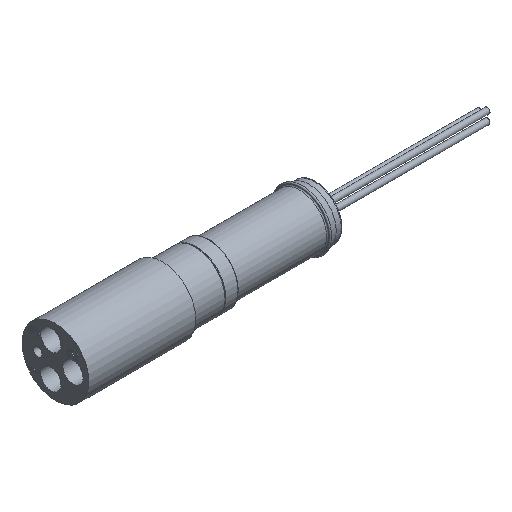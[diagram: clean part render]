
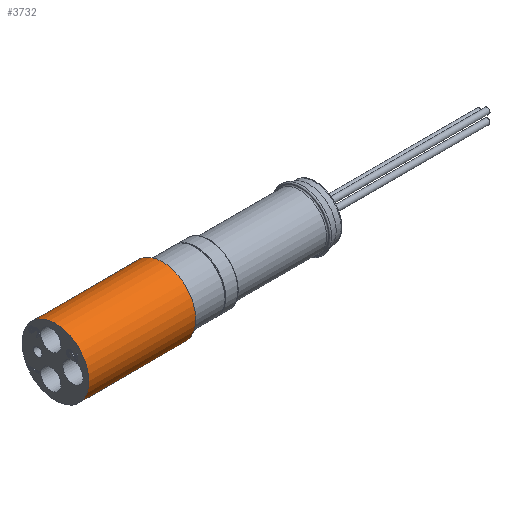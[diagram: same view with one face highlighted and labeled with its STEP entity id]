
A CAD part, isometric view. The second image highlights one B-rep face of the part: STEP entity #3732.
In plain terms, the highlighted cylindrical face has radius 7.938 mm (diameter 15.875 mm), a full revolution.
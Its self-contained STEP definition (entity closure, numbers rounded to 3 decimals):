
#319=LINE('',#7122,#523);
#523=VECTOR('',#4907,7.938);
#627=CYLINDRICAL_SURFACE('',#4091,7.938);
#755=FACE_OUTER_BOUND('',#975,.T.);
#975=EDGE_LOOP('',(#2843,#2844,#2845,#2846,#2847,#2848));
#1205=CIRCLE('',#4073,7.938);
#1206=CIRCLE('',#4074,7.938);
#1215=CIRCLE('',#4084,7.938);
#1216=CIRCLE('',#4085,7.938);
#1537=VERTEX_POINT('',#7086);
#1538=VERTEX_POINT('',#7087);
#1547=VERTEX_POINT('',#7107);
#1548=VERTEX_POINT('',#7108);
#2004=EDGE_CURVE('',#1537,#1538,#1205,.T.);
#2005=EDGE_CURVE('',#1538,#1537,#1206,.T.);
#2014=EDGE_CURVE('',#1547,#1548,#1215,.T.);
#2015=EDGE_CURVE('',#1548,#1547,#1216,.T.);
#2021=EDGE_CURVE('',#1548,#1538,#319,.T.);
#2843=ORIENTED_EDGE('',*,*,#2014,.T.);
#2844=ORIENTED_EDGE('',*,*,#2021,.T.);
#2845=ORIENTED_EDGE('',*,*,#2004,.F.);
#2846=ORIENTED_EDGE('',*,*,#2005,.F.);
#2847=ORIENTED_EDGE('',*,*,#2021,.F.);
#2848=ORIENTED_EDGE('',*,*,#2015,.T.);
#3732=ADVANCED_FACE('',(#755),#627,.T.);
#4073=AXIS2_PLACEMENT_3D('',#7088,#4868,#4869);
#4074=AXIS2_PLACEMENT_3D('',#7089,#4870,#4871);
#4084=AXIS2_PLACEMENT_3D('',#7109,#4890,#4891);
#4085=AXIS2_PLACEMENT_3D('',#7110,#4892,#4893);
#4091=AXIS2_PLACEMENT_3D('',#7121,#4905,#4906);
#4868=DIRECTION('center_axis',(-1.,0.,0.));
#4869=DIRECTION('ref_axis',(0.,0.,1.));
#4870=DIRECTION('center_axis',(-1.,0.,0.));
#4871=DIRECTION('ref_axis',(0.,0.,1.));
#4890=DIRECTION('center_axis',(-1.,0.,0.));
#4891=DIRECTION('ref_axis',(0.,0.,1.));
#4892=DIRECTION('center_axis',(-1.,0.,0.));
#4893=DIRECTION('ref_axis',(0.,0.,1.));
#4905=DIRECTION('center_axis',(1.,0.,0.));
#4906=DIRECTION('ref_axis',(0.,0.,-1.));
#4907=DIRECTION('',(-1.,0.,0.));
#7086=CARTESIAN_POINT('',(-26.988,0.,-7.938));
#7087=CARTESIAN_POINT('',(-26.988,0.,7.938));
#7088=CARTESIAN_POINT('Origin',(-26.988,0.,0.));
#7089=CARTESIAN_POINT('Origin',(-26.988,0.,0.));
#7107=CARTESIAN_POINT('',(-1.588,0.,-7.938));
#7108=CARTESIAN_POINT('',(-1.588,0.,7.938));
#7109=CARTESIAN_POINT('Origin',(-1.588,0.,0.));
#7110=CARTESIAN_POINT('Origin',(-1.588,0.,0.));
#7121=CARTESIAN_POINT('Origin',(-26.988,0.,0.));
#7122=CARTESIAN_POINT('',(-26.988,0.,7.938));
